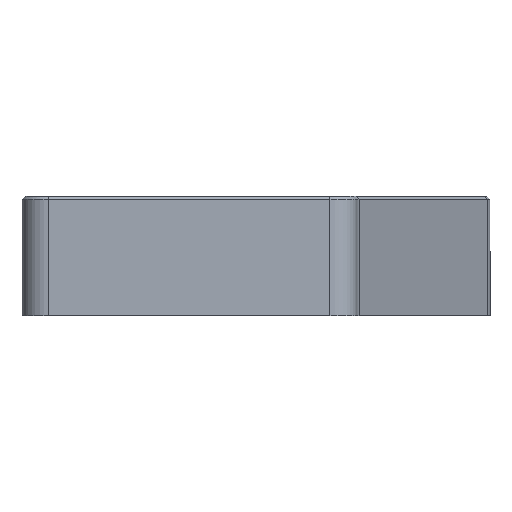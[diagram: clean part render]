
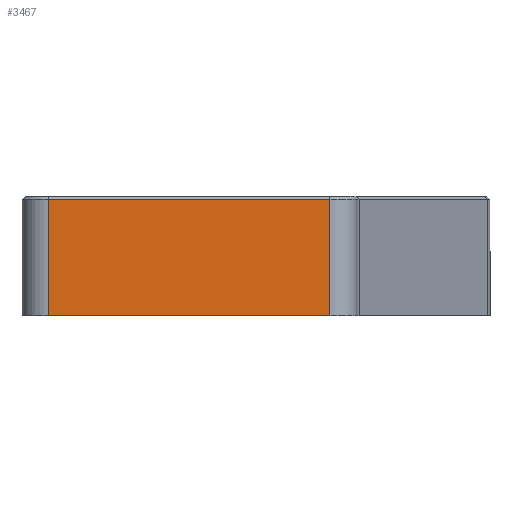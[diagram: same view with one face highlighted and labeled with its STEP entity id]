
A CAD part, left-side view. The second image highlights one B-rep face of the part: STEP entity #3467.
In plain terms, the highlighted planar face has unit normal (-1, 0, 0).
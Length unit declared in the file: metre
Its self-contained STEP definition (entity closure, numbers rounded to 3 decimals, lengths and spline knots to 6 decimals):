
#579=ORIENTED_EDGE('',*,*,#1580,.F.);
#580=ORIENTED_EDGE('',*,*,#1422,.F.);
#581=ORIENTED_EDGE('',*,*,#1581,.F.);
#582=ORIENTED_EDGE('',*,*,#1582,.F.);
#1422=EDGE_CURVE('',#1933,#1934,#2230,.T.);
#1580=EDGE_CURVE('',#1934,#2071,#2327,.F.);
#1581=EDGE_CURVE('',#2072,#1933,#2328,.T.);
#1582=EDGE_CURVE('',#2071,#2072,#2329,.T.);
#1933=VERTEX_POINT('',#5337);
#1934=VERTEX_POINT('',#5339);
#2071=VERTEX_POINT('',#5675);
#2072=VERTEX_POINT('',#5677);
#2230=LINE('',#5338,#2525);
#2327=LINE('',#5674,#2622);
#2328=LINE('',#5676,#2623);
#2329=LINE('',#5678,#2624);
#2525=VECTOR('',#4184,1.);
#2622=VECTOR('',#4437,1.);
#2623=VECTOR('',#4438,1.);
#2624=VECTOR('',#4439,1.);
#2831=EDGE_LOOP('',(#579,#580,#581,#582));
#3102=FACE_BOUND('',#2831,.T.);
#3356=PLANE('',#3789);
#3467=ADVANCED_FACE('',(#3102),#3356,.F.);
#3789=AXIS2_PLACEMENT_3D('',#5673,#4435,#4436);
#4184=DIRECTION('',(0.,1.,0.));
#4435=DIRECTION('',(1.,0.,0.));
#4436=DIRECTION('',(0.,0.,1.));
#4437=DIRECTION('',(0.,0.,-1.));
#4438=DIRECTION('',(0.,0.,-1.));
#4439=DIRECTION('',(0.,-1.,0.));
#5337=CARTESIAN_POINT('',(-0.13255,-0.01505,0.0183));
#5338=CARTESIAN_POINT('',(-0.13255,0.0165,0.0183));
#5339=CARTESIAN_POINT('',(-0.13255,0.04805,0.0183));
#5673=CARTESIAN_POINT('',(-0.13255,0.0165,0.351788));
#5674=CARTESIAN_POINT('',(-0.13255,0.04805,0.351788));
#5675=CARTESIAN_POINT('',(-0.13255,0.04805,0.04445));
#5676=CARTESIAN_POINT('',(-0.13255,-0.01505,0.351788));
#5677=CARTESIAN_POINT('',(-0.13255,-0.01505,0.04445));
#5678=CARTESIAN_POINT('',(-0.13255,-0.01505,0.04445));
